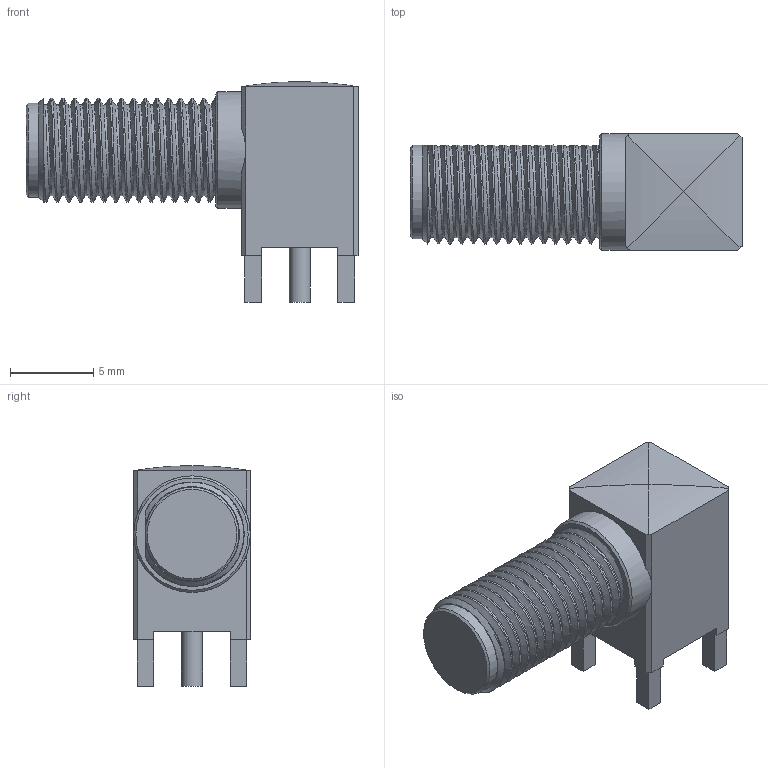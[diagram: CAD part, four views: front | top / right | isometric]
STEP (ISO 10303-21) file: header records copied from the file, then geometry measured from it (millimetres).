
FILE_DESCRIPTION(/* description */ (''),/* implementation_level */ '2;1');
FILE_NAME(/* name */ 'RF2-49B-T-00-50-G-HDW v8.step',/* time_stamp */ '2020-09-24T08:57:10-05:00',/* author */ (''),/* organization */ (''),/* preprocessor_version */ 'ST-DEVELOPER v18.1',/* originating_system */ 'Autodesk Translation Framework v9.3.0.1241',/* authorisation */ '');
FILE_SCHEMA (('AUTOMOTIVE_DESIGN { 1 0 10303 214 3 1 1 }'));
Length unit declared in the file: millimetre
Products named in the file (1): RF2-49B-T-00-50-G-HDW
Bounding box: 19.96 x 7.01 x 13.26 mm (x, y, z)
Volume: 862.4 mm3; surface area: 786.9 mm2
Topology: 1 solids, 1 shells, 103 faces, 286 edges, 187 vertices
Faces by surface type: plane 58, cylinder 39, bspline 3, cone 3
Full cylindrical faces by diameter (mm): 1.27 x1, 5.489 x5, 5.639 x1, 7.01 x1
Entity records: 5956 total; most frequent: CARTESIAN_POINT 3461, ORIENTED_EDGE 572, DIRECTION 420, EDGE_CURVE 286, VERTEX_POINT 187, LINE 152, VECTOR 152, AXIS2_PLACEMENT_3D 134
